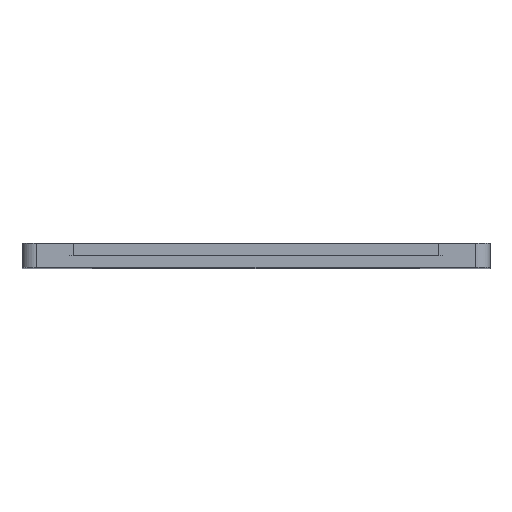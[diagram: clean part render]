
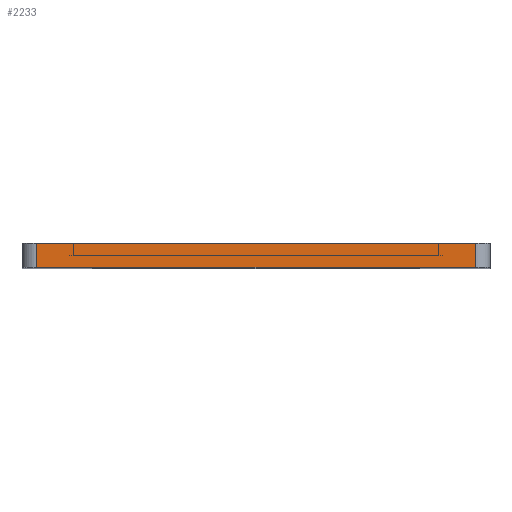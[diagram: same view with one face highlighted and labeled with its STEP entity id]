
A CAD part, top view. The second image highlights one B-rep face of the part: STEP entity #2233.
In plain terms, the highlighted planar face has unit normal (0, 0, 1).
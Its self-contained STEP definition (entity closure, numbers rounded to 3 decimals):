
#7=DIRECTION('',(1.,0.,0.));
#8=VECTOR('',#7,90.);
#9=CARTESIAN_POINT('',(-45.,0.,93.5));
#10=LINE('',#9,#8);
#204=DIRECTION('',(0.,-1.,0.));
#205=VECTOR('',#204,5.);
#206=CARTESIAN_POINT('',(-45.,5.,93.5));
#207=LINE('',#206,#205);
#208=DIRECTION('',(0.,-1.,0.));
#209=VECTOR('',#208,5.);
#210=CARTESIAN_POINT('',(45.,5.,93.5));
#211=LINE('',#210,#209);
#244=DIRECTION('',(1.,0.,0.));
#245=VECTOR('',#244,90.);
#246=CARTESIAN_POINT('',(-45.,5.,93.5));
#247=LINE('',#246,#245);
#1542=CARTESIAN_POINT('',(-45.,0.,93.5));
#1544=VERTEX_POINT('',#1542);
#1548=CARTESIAN_POINT('',(-45.,5.,93.5));
#1549=VERTEX_POINT('',#1548);
#1551=CARTESIAN_POINT('',(45.,0.,93.5));
#1553=VERTEX_POINT('',#1551);
#1554=CARTESIAN_POINT('',(45.,5.,93.5));
#1555=VERTEX_POINT('',#1554);
#2221=CARTESIAN_POINT('',(-48.,0.,93.5));
#2222=DIRECTION('',(0.,0.,1.));
#2223=DIRECTION('',(1.,0.,0.));
#2224=AXIS2_PLACEMENT_3D('',#2221,#2222,#2223);
#2225=PLANE('',#2224);
#2226=ORIENTED_EDGE('',*,*,#2132,.F.);
#2228=ORIENTED_EDGE('',*,*,#2227,.T.);
#2229=ORIENTED_EDGE('',*,*,#2213,.T.);
#2230=ORIENTED_EDGE('',*,*,#2021,.F.);
#2231=EDGE_LOOP('',(#2226,#2228,#2229,#2230));
#2232=FACE_OUTER_BOUND('',#2231,.F.);
#2233=ADVANCED_FACE('',(#2232),#2225,.T.);
#2021=EDGE_CURVE('',#1544,#1553,#10,.T.);
#2132=EDGE_CURVE('',#1549,#1544,#207,.T.);
#2213=EDGE_CURVE('',#1555,#1553,#211,.T.);
#2227=EDGE_CURVE('',#1549,#1555,#247,.T.);
